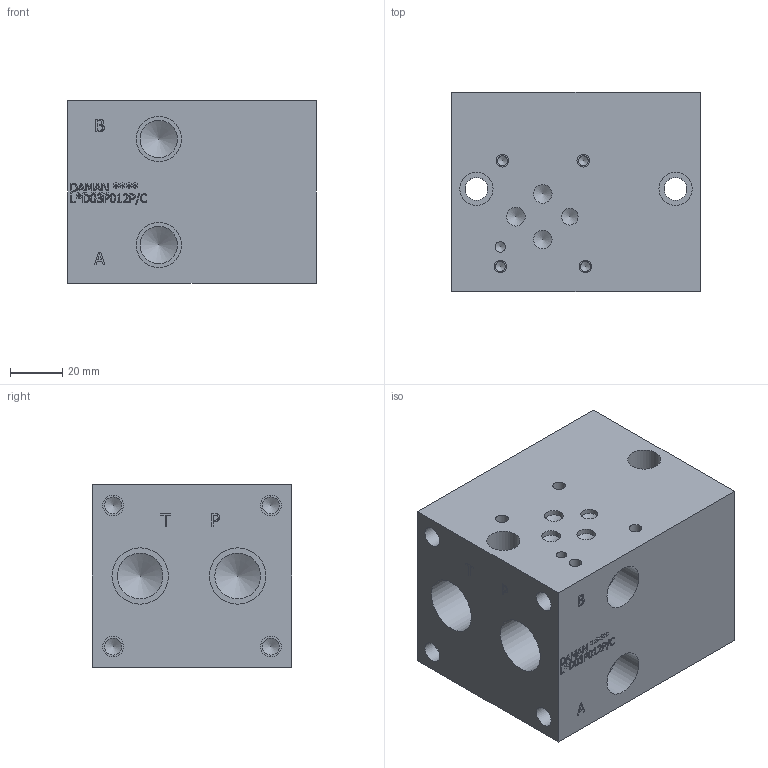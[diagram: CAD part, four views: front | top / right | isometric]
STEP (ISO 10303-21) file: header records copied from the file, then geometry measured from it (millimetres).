
FILE_DESCRIPTION(/* description */ (''),/* implementation_level */ '2;1');
FILE_NAME(/* name */ 'L_D03P012P_C.stp',/* time_stamp */ '2022-10-26T13:46:54-04:00',/* author */ ('mikeh'),/* organization */ (''),/* preprocessor_version */ 'ST-DEVELOPER v18',/* originating_system */ 'Autodesk Inventor 2020',/* authorisation */ '');
FILE_SCHEMA (('AUTOMOTIVE_DESIGN { 1 0 10303 214 3 1 1 }'));
Length unit declared in the file: millimetre
Products named in the file (1): Part_LAD03P012P_C_3D
Bounding box: 95.25 x 76.2 x 69.85 mm (x, y, z)
Volume: 444661.4 mm3; surface area: 55275.5 mm2
Topology: 1 solids, 1 shells, 534 faces, 1460 edges, 990 vertices
Faces by surface type: plane 322, bspline 133, cylinder 51, cone 28
Full cylindrical faces by diameter (mm): 3.785 x4, 3.962 x1, 4.826 x4, 6.35 x1, 6.528 x8, 7.137 x3, 7.925 x8, 8.738 x2, 12.7 x2, 14.29 x1, 14.3 x2, 15.9 x1, 17.297 x2, 17.475 x4, 20.62 x1, 21.59 x4, 22.23 x1, 22.54 x1, 30.16 x1
Entity records: 17932 total; most frequent: CARTESIAN_POINT 4690, ORIENTED_EDGE 2872, DIRECTION 2158, EDGE_CURVE 1436, VERTEX_POINT 990, LINE 986, VECTOR 986, EDGE_LOOP 624
